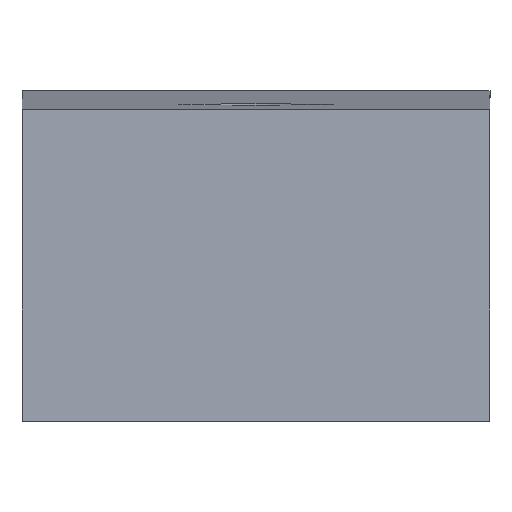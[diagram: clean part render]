
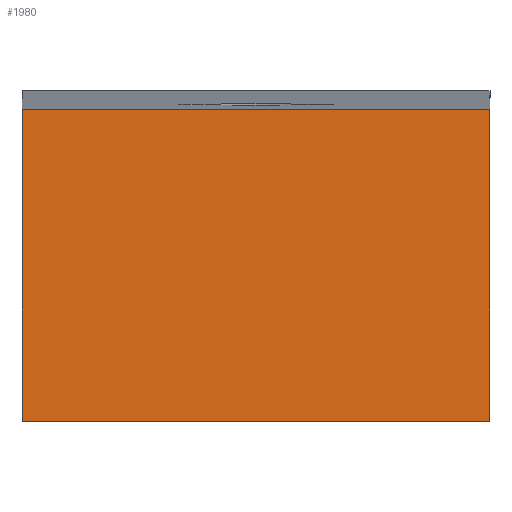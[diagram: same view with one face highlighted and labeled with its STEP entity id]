
A CAD part, left-side view. The second image highlights one B-rep face of the part: STEP entity #1980.
In plain terms, the highlighted face is planar.
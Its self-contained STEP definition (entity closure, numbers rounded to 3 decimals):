
#60=CARTESIAN_POINT('',(-15.,-7.5,1655.));
#70=DIRECTION('',(0.,0.,1.));
#80=VECTOR('',#70,1.);
#90=LINE('',#60,#80);
#100=CARTESIAN_POINT('',(-15.,-7.5,1655.));
#110=VERTEX_POINT('',#100);
#120=CARTESIAN_POINT('',(-15.,-7.5,1665.));
#130=VERTEX_POINT('',#120);
#140=EDGE_CURVE('',#110,#130,#90,.T.);
#530=CARTESIAN_POINT('',(-15.,7.5,1655.));
#540=DIRECTION('',(0.,-1.,0.));
#550=VECTOR('',#540,1.);
#560=LINE('',#530,#550);
#570=CARTESIAN_POINT('',(-15.,7.5,1655.));
#580=VERTEX_POINT('',#570);
#590=EDGE_CURVE('',#580,#110,#560,.T.);
#1100=CARTESIAN_POINT('',(-15.,7.5,1665.));
#1110=DIRECTION('',(0.,0.,-1.));
#1120=VECTOR('',#1110,1.);
#1130=LINE('',#1100,#1120);
#1140=CARTESIAN_POINT('',(-15.,7.5,1665.));
#1150=VERTEX_POINT('',#1140);
#1160=EDGE_CURVE('',#1150,#580,#1130,.T.);
#1480=CARTESIAN_POINT('',(-15.,-7.5,1665.));
#1490=DIRECTION('',(0.,1.,0.));
#1500=VECTOR('',#1490,1.);
#1510=LINE('',#1480,#1500);
#1520=EDGE_CURVE('',#130,#1150,#1510,.T.);
#1870=CARTESIAN_POINT('',(-15.,-7.5,1655.));
#1880=DIRECTION('',(1.,0.,0.));
#1890=DIRECTION('',(0.,1.,0.));
#1900=AXIS2_PLACEMENT_3D('',#1870,#1880,#1890);
#1910=PLANE('',#1900);
#1920=ORIENTED_EDGE('',*,*,#590,.T.);
#1930=ORIENTED_EDGE('',*,*,#1160,.T.);
#1940=ORIENTED_EDGE('',*,*,#1520,.T.);
#1950=ORIENTED_EDGE('',*,*,#140,.T.);
#1960=EDGE_LOOP('',(#1950,#1940,#1930,#1920));
#1970=FACE_OUTER_BOUND('',#1960,.T.);
#1980=ADVANCED_FACE('',(#1970),#1910,.F.);
